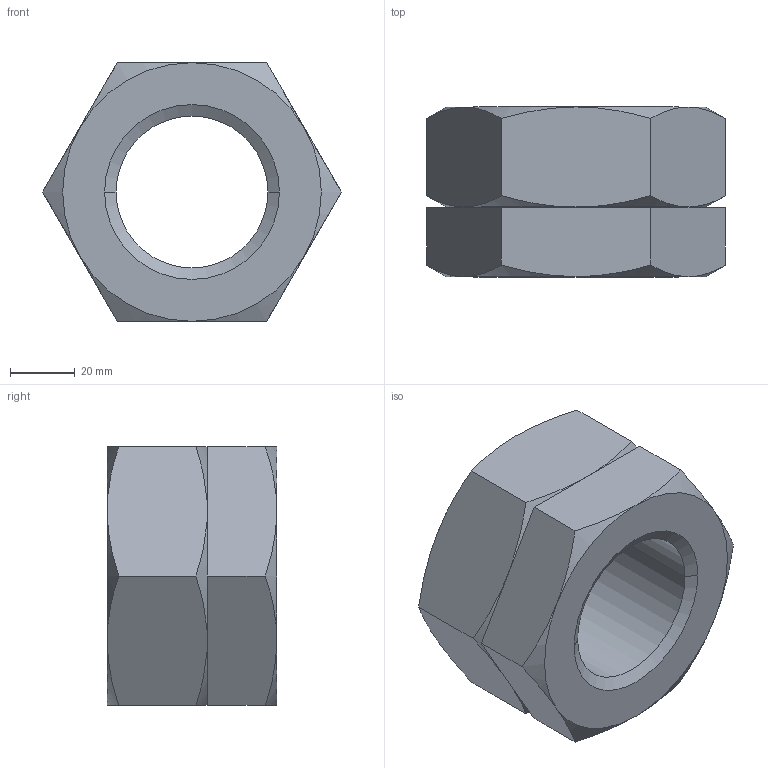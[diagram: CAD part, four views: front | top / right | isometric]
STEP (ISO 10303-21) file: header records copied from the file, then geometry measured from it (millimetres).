
FILE_DESCRIPTION((''),'2;1');
FILE_NAME('0RTHN052_____0','2019-10-29T14:23:01',('kim.bk'),(''),'CREO PARAMETRIC BY PTC INC, 2019010','CREO PARAMETRIC BY PTC INC, 2019010','');
FILE_SCHEMA(('CONFIG_CONTROL_DESIGN'));
Length unit declared in the file: millimetre
Products named in the file (1): 0RTHN052_____0
Bounding box: 92.38 x 52.5 x 80 mm (x, y, z)
Volume: 196659.9 mm3; surface area: 40829.5 mm2
Topology: 2 solids, 2 shells, 321 faces, 884 edges, 584 vertices
Faces by surface type: plane 291, cone 26, cylinder 4
Entity records: 10220 total; most frequent: CARTESIAN_POINT 2029, ORIENTED_EDGE 1768, DIRECTION 1528, EDGE_CURVE 884, VECTOR 810, LINE 810, VERTEX_POINT 584, AXIS2_PLACEMENT_3D 359
